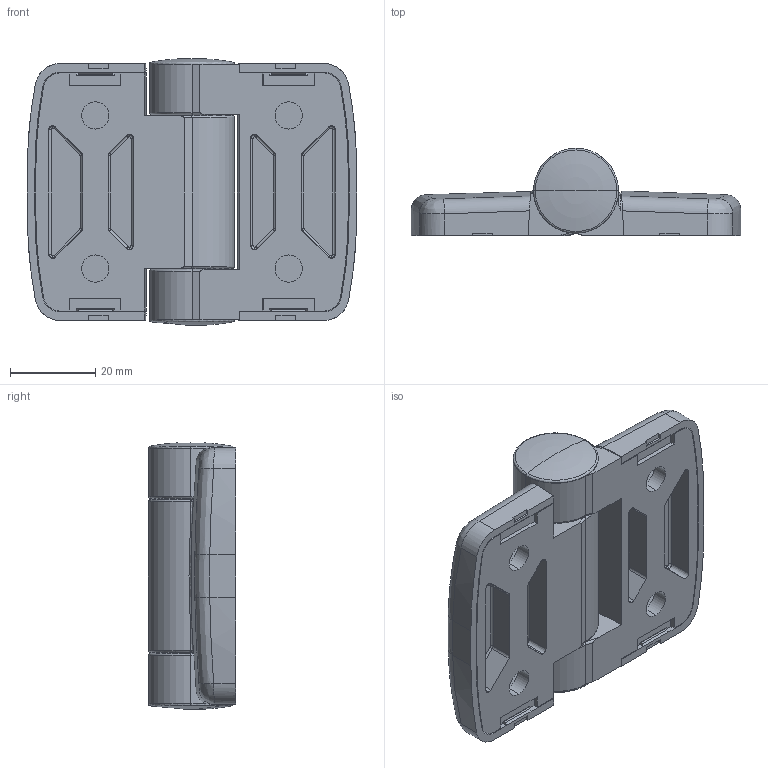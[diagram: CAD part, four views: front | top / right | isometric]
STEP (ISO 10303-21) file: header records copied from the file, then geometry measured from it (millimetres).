
FILE_DESCRIPTION (( 'STEP AP203' ), '1' );
FILE_NAME ('402601151_c_1.STEP', '2023-03-10T05:43:36', ( '' ), ( '' ), 'SwSTEP 2.0', 'SolidWorks 2014', '' );
FILE_SCHEMA (( 'CONFIG_CONTROL_DESIGN' ));
Length unit declared in the file: millimetre
Products named in the file (1): 402601151_c_1
Bounding box: 77.5 x 20.5 x 62.8 mm (x, y, z)
Volume: 43580.7 mm3; surface area: 36638.6 mm2
Topology: 13 solids, 13 shells, 1155 faces, 2892 edges, 1704 vertices
Faces by surface type: bspline 385, cylinder 349, plane 326, torus 48, cone 47
Entity records: 44896 total; most frequent: CARTESIAN_POINT 19981, ORIENTED_EDGE 5642, DIRECTION 4847, EDGE_CURVE 2821, AXIS2_PLACEMENT_3D 1882, VERTEX_POINT 1704, EDGE_LOOP 1197, FACE_OUTER_BOUND 1155
